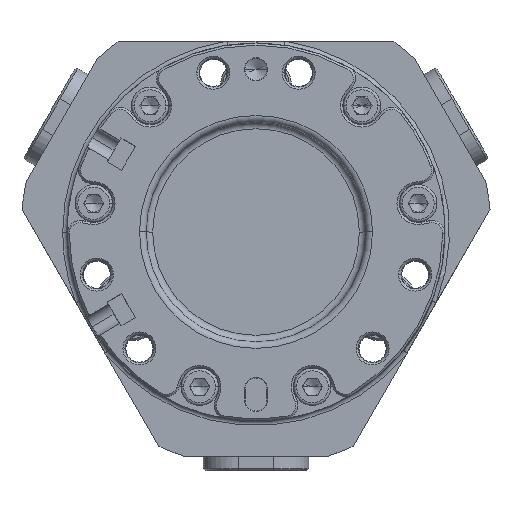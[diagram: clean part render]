
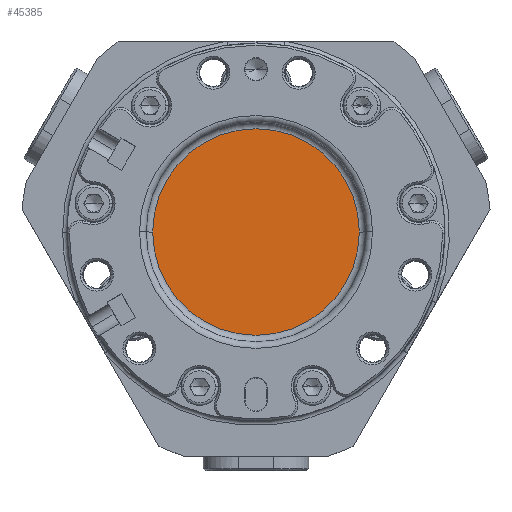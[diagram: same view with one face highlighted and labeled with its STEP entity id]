
A CAD part, top view. The second image highlights one B-rep face of the part: STEP entity #45385.
In plain terms, the highlighted planar face has unit normal (0, 0, 1).
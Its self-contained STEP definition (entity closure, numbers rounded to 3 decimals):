
#603 = CARTESIAN_POINT ( 'NONE',  ( 0., 0., 2. ) ) ;
#3757 = EDGE_CURVE ( 'NONE', #53075, #25847, #4412, .T. ) ;
#4412 = CIRCLE ( 'NONE', #19704, 23.5 ) ;
#5298 = DIRECTION ( 'NONE',  ( 1., 0., 0. ) ) ;
#6828 = ORIENTED_EDGE ( 'NONE', *, *, #42792, .T. ) ;
#14687 = AXIS2_PLACEMENT_3D ( 'NONE', #603, #33364, #5298 ) ;
#16073 = CIRCLE ( 'NONE', #14687, 23.5 ) ;
#19038 = AXIS2_PLACEMENT_3D ( 'NONE', #40217, #26296, #59067 ) ;
#19704 = AXIS2_PLACEMENT_3D ( 'NONE', #24569, #47902, #50984 ) ;
#22561 = ORIENTED_EDGE ( 'NONE', *, *, #3757, .T. ) ;
#24569 = CARTESIAN_POINT ( 'NONE',  ( 0., 0., 2. ) ) ;
#25847 = VERTEX_POINT ( 'NONE', #29255 ) ;
#26296 = DIRECTION ( 'NONE',  ( 0., 0., 1. ) ) ;
#28227 = EDGE_LOOP ( 'NONE', ( #22561, #6828 ) ) ;
#29255 = CARTESIAN_POINT ( 'NONE',  ( -23.5, 0., 2. ) ) ;
#33364 = DIRECTION ( 'NONE',  ( 0., 0., 1. ) ) ;
#40217 = CARTESIAN_POINT ( 'NONE',  ( 0., 0., 2. ) ) ;
#42792 = EDGE_CURVE ( 'NONE', #25847, #53075, #16073, .T. ) ;
#45385 = ADVANCED_FACE ( 'NONE', ( #47306 ), #54367, .T. ) ;
#47306 = FACE_OUTER_BOUND ( 'NONE', #28227, .T. ) ;
#47902 = DIRECTION ( 'NONE',  ( 0., 0., 1. ) ) ;
#49063 = CARTESIAN_POINT ( 'NONE',  ( 23.5, 0., 2. ) ) ;
#50984 = DIRECTION ( 'NONE',  ( 1., 0., 0. ) ) ;
#53075 = VERTEX_POINT ( 'NONE', #49063 ) ;
#54367 = PLANE ( 'NONE',  #19038 ) ;
#59067 = DIRECTION ( 'NONE',  ( 1., 0., 0. ) ) ;
